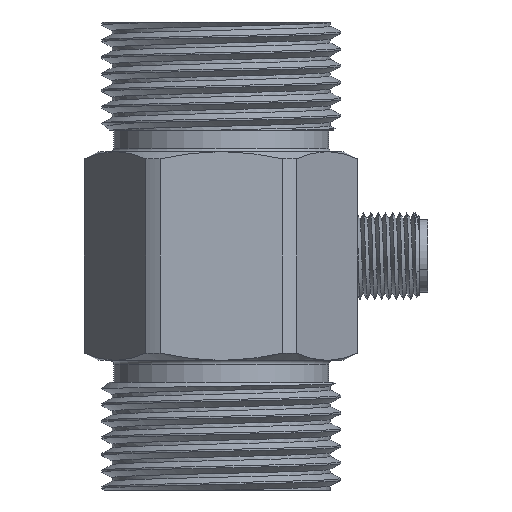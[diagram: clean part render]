
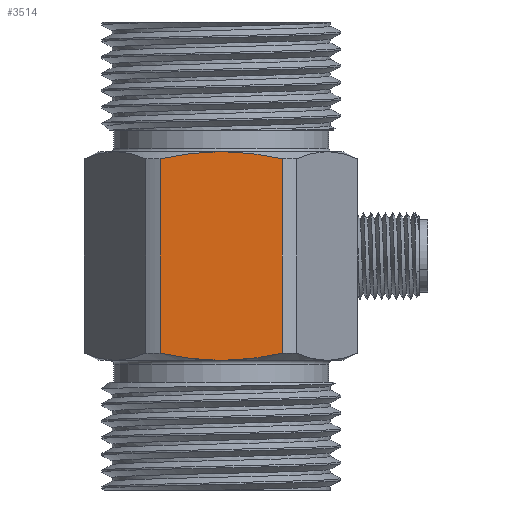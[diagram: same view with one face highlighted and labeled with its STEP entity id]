
A CAD part, front view. The second image highlights one B-rep face of the part: STEP entity #3514.
In plain terms, the highlighted planar face has unit normal (0, -1, 0).
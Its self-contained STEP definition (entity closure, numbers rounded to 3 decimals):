
#930=LINE('',#38310,#1678);
#931=LINE('',#38322,#1679);
#1678=VECTOR('',#16565,1.);
#1679=VECTOR('',#16566,1.);
#2369=FACE_OUTER_BOUND('',#5694,.T.);
#2782=PLANE('',#13920);
#3514=ADVANCED_FACE('',(#2369),#2782,.F.);
#4625=B_SPLINE_CURVE_WITH_KNOTS('',3,(#38313,#38314,#38315,#38316),
 .UNSPECIFIED.,.F.,.F.,(4,4),(0.,1.),.UNSPECIFIED.);
#4626=B_SPLINE_CURVE_WITH_KNOTS('',3,(#38317,#38318,#38319,#38320),
 .UNSPECIFIED.,.F.,.F.,(4,4),(0.,1.),.UNSPECIFIED.);
#4627=B_SPLINE_CURVE_WITH_KNOTS('',3,(#38324,#38325,#38326,#38327),
 .UNSPECIFIED.,.F.,.F.,(4,4),(0.,1.),.UNSPECIFIED.);
#4628=B_SPLINE_CURVE_WITH_KNOTS('',3,(#38328,#38329,#38330,#38331),
 .UNSPECIFIED.,.F.,.F.,(4,4),(0.,1.),.UNSPECIFIED.);
#5694=EDGE_LOOP('',(#9326,#9327,#9328,#9329,#9330,#9331));
#9326=ORIENTED_EDGE('',*,*,#12542,.F.);
#9327=ORIENTED_EDGE('',*,*,#12543,.T.);
#9328=ORIENTED_EDGE('',*,*,#12544,.T.);
#9329=ORIENTED_EDGE('',*,*,#12545,.F.);
#9330=ORIENTED_EDGE('',*,*,#12546,.T.);
#9331=ORIENTED_EDGE('',*,*,#12547,.T.);
#10624=VERTEX_POINT('',#31097);
#10639=VERTEX_POINT('',#31158);
#10696=VERTEX_POINT('',#38311);
#10697=VERTEX_POINT('',#38312);
#10698=VERTEX_POINT('',#38321);
#10699=VERTEX_POINT('',#38323);
#12542=EDGE_CURVE('',#10696,#10697,#930,.T.);
#12543=EDGE_CURVE('',#10696,#10624,#4625,.T.);
#12544=EDGE_CURVE('',#10624,#10698,#4626,.T.);
#12545=EDGE_CURVE('',#10699,#10698,#931,.T.);
#12546=EDGE_CURVE('',#10699,#10639,#4627,.T.);
#12547=EDGE_CURVE('',#10639,#10697,#4628,.T.);
#13920=AXIS2_PLACEMENT_3D('',#38332,#16567,#16568);
#16565=DIRECTION('',(0.,0.,-1.));
#16566=DIRECTION('',(0.,0.,1.));
#16567=DIRECTION('',(0.,1.,0.));
#16568=DIRECTION('',(-1.,0.,0.));
#31097=CARTESIAN_POINT('',(0.,-3.,-4.5));
#31158=CARTESIAN_POINT('',(0.,-3.,-33.5));
#38310=CARTESIAN_POINT('',(8.485,-3.,101.5));
#38311=CARTESIAN_POINT('',(8.485,-3.,-5.5));
#38312=CARTESIAN_POINT('',(8.485,-3.,-32.5));
#38313=CARTESIAN_POINT('',(8.485,-3.,-5.5));
#38314=CARTESIAN_POINT('',(5.691,-3.,-4.876));
#38315=CARTESIAN_POINT('',(2.868,-3.,-4.5));
#38316=CARTESIAN_POINT('',(0.,-3.,-4.5));
#38317=CARTESIAN_POINT('',(0.,-3.,-4.5));
#38318=CARTESIAN_POINT('',(-2.868,-3.,-4.5));
#38319=CARTESIAN_POINT('',(-5.691,-3.,-4.876));
#38320=CARTESIAN_POINT('',(-8.485,-3.,-5.5));
#38321=CARTESIAN_POINT('',(-8.485,-3.,-5.5));
#38322=CARTESIAN_POINT('',(-8.485,-3.,101.5));
#38323=CARTESIAN_POINT('',(-8.485,-3.,-32.5));
#38324=CARTESIAN_POINT('',(-8.485,-3.,-32.5));
#38325=CARTESIAN_POINT('',(-5.691,-3.,-33.124));
#38326=CARTESIAN_POINT('',(-2.868,-3.,-33.5));
#38327=CARTESIAN_POINT('',(0.,-3.,-33.5));
#38328=CARTESIAN_POINT('',(0.,-3.,-33.5));
#38329=CARTESIAN_POINT('',(2.868,-3.,-33.5));
#38330=CARTESIAN_POINT('',(5.691,-3.,-33.124));
#38331=CARTESIAN_POINT('',(8.485,-3.,-32.5));
#38332=CARTESIAN_POINT('',(-9.815,-3.,101.5));
